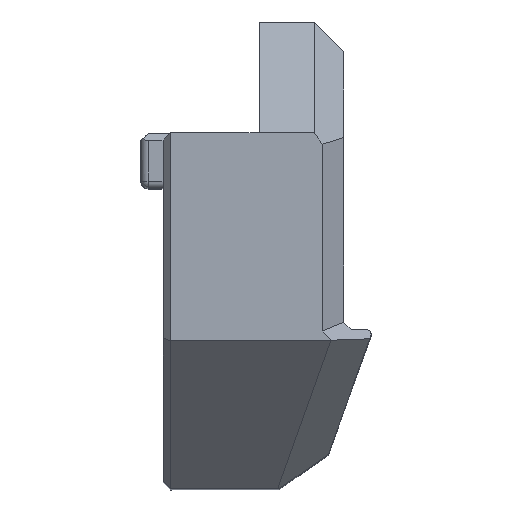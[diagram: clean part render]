
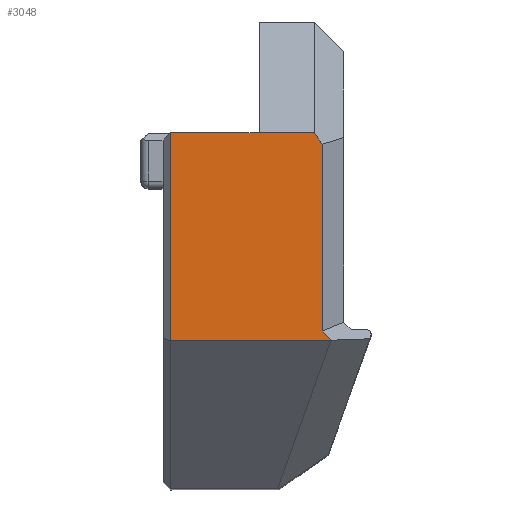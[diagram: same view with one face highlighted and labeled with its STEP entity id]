
A CAD part, top view. The second image highlights one B-rep face of the part: STEP entity #3048.
In plain terms, the highlighted planar face has unit normal (0, 0, 1).
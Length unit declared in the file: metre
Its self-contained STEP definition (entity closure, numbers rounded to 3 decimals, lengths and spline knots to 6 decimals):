
#505=ORIENTED_EDGE('',*,*,#1293,.F.);
#506=ORIENTED_EDGE('',*,*,#1292,.F.);
#507=ORIENTED_EDGE('',*,*,#1210,.F.);
#508=ORIENTED_EDGE('',*,*,#1191,.F.);
#509=ORIENTED_EDGE('',*,*,#1227,.T.);
#510=ORIENTED_EDGE('',*,*,#1294,.T.);
#511=ORIENTED_EDGE('',*,*,#1223,.T.);
#512=ORIENTED_EDGE('',*,*,#1277,.F.);
#513=ORIENTED_EDGE('',*,*,#1273,.F.);
#1191=EDGE_CURVE('',#1613,#1612,#1918,.T.);
#1210=EDGE_CURVE('',#1612,#1630,#1937,.T.);
#1223=EDGE_CURVE('',#1641,#1635,#1950,.T.);
#1227=EDGE_CURVE('',#1613,#1643,#1954,.T.);
#1273=EDGE_CURVE('',#1671,#1673,#1986,.T.);
#1277=EDGE_CURVE('',#1673,#1635,#1990,.T.);
#1292=EDGE_CURVE('',#1630,#1683,#2005,.T.);
#1293=EDGE_CURVE('',#1683,#1671,#2006,.T.);
#1294=EDGE_CURVE('',#1643,#1641,#2007,.T.);
#1612=VERTEX_POINT('',#4254);
#1613=VERTEX_POINT('',#4257);
#1630=VERTEX_POINT('',#4297);
#1635=VERTEX_POINT('',#4310);
#1641=VERTEX_POINT('',#4325);
#1643=VERTEX_POINT('',#4333);
#1671=VERTEX_POINT('',#4423);
#1673=VERTEX_POINT('',#4426);
#1683=VERTEX_POINT('',#4460);
#1918=LINE('',#4258,#2246);
#1937=LINE('',#4296,#2265);
#1950=LINE('',#4324,#2278);
#1954=LINE('',#4332,#2282);
#1986=LINE('',#4425,#2314);
#1990=LINE('',#4433,#2318);
#2005=LINE('',#4461,#2333);
#2006=LINE('',#4463,#2334);
#2007=LINE('',#4464,#2335);
#2246=VECTOR('',#3531,1.);
#2265=VECTOR('',#3556,1.);
#2278=VECTOR('',#3577,1.);
#2282=VECTOR('',#3585,1.);
#2314=VECTOR('',#3679,1.);
#2318=VECTOR('',#3685,1.);
#2333=VECTOR('',#3710,1.);
#2334=VECTOR('',#3713,1.);
#2335=VECTOR('',#3714,1.);
#2568=EDGE_LOOP('',(#505,#506,#507,#508,#509,#510,#511,#512,#513));
#2753=FACE_BOUND('',#2568,.T.);
#2918=PLANE('',#3261);
#3048=ADVANCED_FACE('',(#2753),#2918,.F.);
#3261=AXIS2_PLACEMENT_3D('',#4462,#3711,#3712);
#3531=DIRECTION('',(0.577,-0.816,0.));
#3556=DIRECTION('',(0.,-1.,0.));
#3577=DIRECTION('',(-1.,0.,0.));
#3585=DIRECTION('',(-1.,0.,0.));
#3679=DIRECTION('',(-1.,0.,0.));
#3685=DIRECTION('',(0.,1.,0.));
#3710=DIRECTION('',(0.707,-0.707,0.));
#3711=DIRECTION('',(0.,0.,-1.));
#3712=DIRECTION('',(1.,0.,0.));
#3713=DIRECTION('',(-0.743,-0.669,0.));
#3714=DIRECTION('',(0.,-1.,0.));
#4254=CARTESIAN_POINT('',(0.004339,0.003683,0.047999));
#4257=CARTESIAN_POINT('',(0.003893,0.004312,0.047999));
#4258=CARTESIAN_POINT('',(0.004917,0.002864,0.047999));
#4296=CARTESIAN_POINT('',(0.004339,-0.00468,0.047999));
#4297=CARTESIAN_POINT('',(0.004339,-0.006428,0.047999));
#4310=CARTESIAN_POINT('',(-0.003893,0.004311,0.047999));
#4324=CARTESIAN_POINT('',(-0.001458,0.004311,0.047999));
#4325=CARTESIAN_POINT('',(0.000907,0.004311,0.047999));
#4332=CARTESIAN_POINT('',(0.001377,0.004312,0.047999));
#4333=CARTESIAN_POINT('',(0.000907,0.004312,0.047999));
#4423=CARTESIAN_POINT('',(0.004793,-0.006969,0.047999));
#4425=CARTESIAN_POINT('',(-0.001458,-0.006969,0.047999));
#4426=CARTESIAN_POINT('',(-0.003893,-0.006969,0.047999));
#4433=CARTESIAN_POINT('',(-0.003893,0.0004,0.047999));
#4460=CARTESIAN_POINT('',(0.004839,-0.006928,0.047999));
#4461=CARTESIAN_POINT('',(0.003138,-0.005228,0.047999));
#4462=CARTESIAN_POINT('',(0.001377,-0.00351,0.047999));
#4463=CARTESIAN_POINT('',(0.003621,-0.008024,0.047999));
#4464=CARTESIAN_POINT('',(0.000907,0.002401,0.047999));
